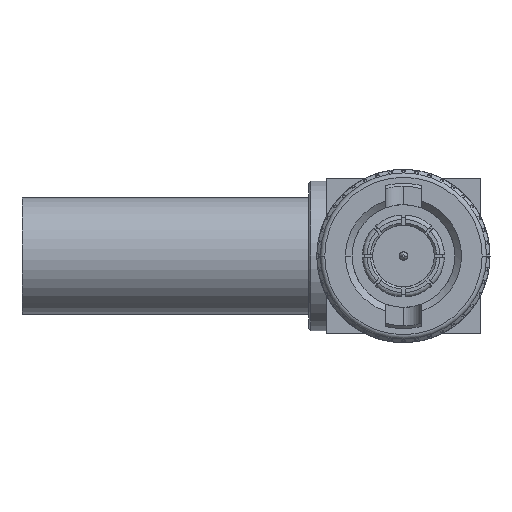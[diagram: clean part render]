
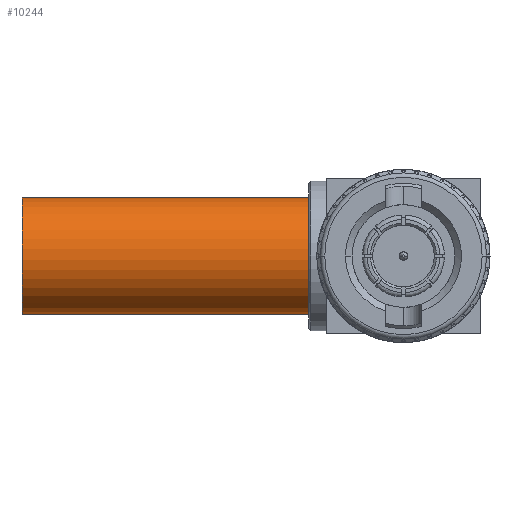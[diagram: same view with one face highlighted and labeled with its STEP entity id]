
A CAD part, front view. The second image highlights one B-rep face of the part: STEP entity #10244.
In plain terms, the highlighted cylindrical face has radius 2.65 mm (diameter 5.3 mm), a partial arc.
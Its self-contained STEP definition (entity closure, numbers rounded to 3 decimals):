
#8254 = DIRECTION ( 'NONE',  ( 1., 0., 0. ) ) ;
#10244 = ADVANCED_FACE ( 'NONE', ( #156593 ), #133684, .T. ) ;
#30851 = EDGE_LOOP ( 'NONE', ( #242499, #106511, #231071, #210689 ) ) ;
#38000 = CIRCLE ( 'NONE', #119854, 2.65 ) ;
#42568 = VERTEX_POINT ( 'NONE', #133162 ) ;
#71602 = DIRECTION ( 'NONE',  ( -1., 0., 0. ) ) ;
#79761 = VERTEX_POINT ( 'NONE', #129513 ) ;
#82748 = LINE ( 'NONE', #166484, #224696 ) ;
#83892 = VERTEX_POINT ( 'NONE', #161607 ) ;
#89750 = DIRECTION ( 'NONE',  ( -1., 0., 0. ) ) ;
#94511 = CARTESIAN_POINT ( 'NONE',  ( -17.3, 0., 0. ) ) ;
#106511 = ORIENTED_EDGE ( 'NONE', *, *, #194457, .F. ) ;
#111078 = DIRECTION ( 'NONE',  ( 0., -0.112, -0.994 ) ) ;
#114708 = CARTESIAN_POINT ( 'NONE',  ( -4.3, 0., 0. ) ) ;
#119854 = AXIS2_PLACEMENT_3D ( 'NONE', #134021, #135347, #111078 ) ;
#126078 = VECTOR ( 'NONE', #89750, 1000. ) ;
#127483 = EDGE_CURVE ( 'NONE', #83892, #79761, #82748, .T. ) ;
#128584 = DIRECTION ( 'NONE',  ( -1., 0., 0. ) ) ;
#129513 = CARTESIAN_POINT ( 'NONE',  ( -17.3, 0.297, 2.633 ) ) ;
#133162 = CARTESIAN_POINT ( 'NONE',  ( -4.3, -0.297, -2.633 ) ) ;
#133684 = CYLINDRICAL_SURFACE ( 'NONE', #174879, 2.65 ) ;
#134021 = CARTESIAN_POINT ( 'NONE',  ( -4.3, 0., 0. ) ) ;
#135347 = DIRECTION ( 'NONE',  ( 1., 0., 0. ) ) ;
#138273 = EDGE_CURVE ( 'NONE', #79761, #204631, #138502, .T. ) ;
#138502 = CIRCLE ( 'NONE', #241986, 2.65 ) ;
#147877 = LINE ( 'NONE', #192412, #126078 ) ;
#156593 = FACE_OUTER_BOUND ( 'NONE', #30851, .T. ) ;
#161607 = CARTESIAN_POINT ( 'NONE',  ( -4.3, 0.297, 2.633 ) ) ;
#166484 = CARTESIAN_POINT ( 'NONE',  ( -4.3, 0.297, 2.633 ) ) ;
#171476 = EDGE_CURVE ( 'NONE', #42568, #204631, #147877, .T. ) ;
#174879 = AXIS2_PLACEMENT_3D ( 'NONE', #114708, #71602, #217415 ) ;
#180647 = CARTESIAN_POINT ( 'NONE',  ( -17.3, -0.297, -2.633 ) ) ;
#192412 = CARTESIAN_POINT ( 'NONE',  ( -4.3, -0.297, -2.633 ) ) ;
#194457 = EDGE_CURVE ( 'NONE', #83892, #42568, #38000, .T. ) ;
#204631 = VERTEX_POINT ( 'NONE', #180647 ) ;
#210689 = ORIENTED_EDGE ( 'NONE', *, *, #138273, .T. ) ;
#217415 = DIRECTION ( 'NONE',  ( 0., 0.112, 0.994 ) ) ;
#224696 = VECTOR ( 'NONE', #128584, 1000. ) ;
#231071 = ORIENTED_EDGE ( 'NONE', *, *, #127483, .T. ) ;
#241986 = AXIS2_PLACEMENT_3D ( 'NONE', #94511, #8254, #255263 ) ;
#242499 = ORIENTED_EDGE ( 'NONE', *, *, #171476, .F. ) ;
#255263 = DIRECTION ( 'NONE',  ( 0., -0.112, -0.994 ) ) ;
